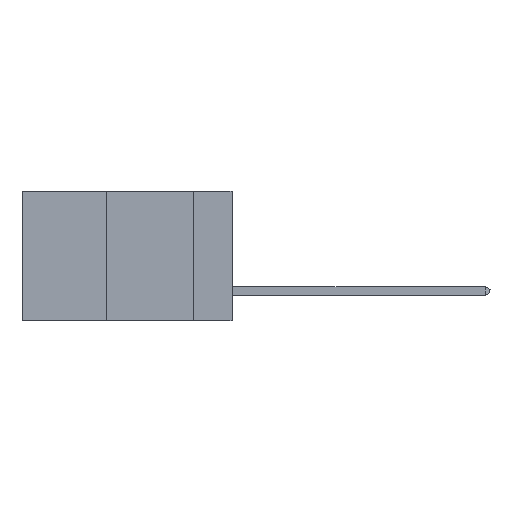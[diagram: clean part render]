
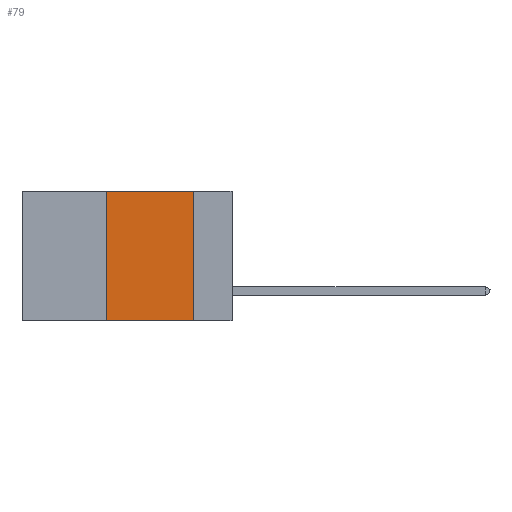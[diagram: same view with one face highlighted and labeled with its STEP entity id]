
A CAD part, left-side view. The second image highlights one B-rep face of the part: STEP entity #79.
In plain terms, the highlighted planar face has unit normal (-1, 0, 0).
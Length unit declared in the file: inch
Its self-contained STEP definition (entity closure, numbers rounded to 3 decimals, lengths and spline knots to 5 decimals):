
#79 = ADVANCED_FACE ( 'NONE', ( #11014 ), #18981, .F. ) ;
#220 = DIRECTION ( 'NONE',  ( 1., 0., 0. ) ) ;
#711 = CARTESIAN_POINT ( 'NONE',  ( 0., 0.6, 0. ) ) ;
#852 = CARTESIAN_POINT ( 'NONE',  ( 0., 0.36, 0. ) ) ;
#1366 = CARTESIAN_POINT ( 'NONE',  ( 0., 0.11, 0. ) ) ;
#3719 = DIRECTION ( 'NONE',  ( 0., 0., -1. ) ) ;
#5976 = EDGE_CURVE ( 'NONE', #30508, #15281, #36457, .T. ) ;
#6417 = LINE ( 'NONE', #11822, #19673 ) ;
#8759 = VERTEX_POINT ( 'NONE', #13417 ) ;
#9628 = CARTESIAN_POINT ( 'NONE',  ( 0., 0.11, 0. ) ) ;
#10024 = VERTEX_POINT ( 'NONE', #19401 ) ;
#10697 = VECTOR ( 'NONE', #3719, 39.37008 ) ;
#11014 = FACE_OUTER_BOUND ( 'NONE', #35712, .T. ) ;
#11322 = EDGE_CURVE ( 'NONE', #10024, #30508, #20328, .T. ) ;
#11822 = CARTESIAN_POINT ( 'NONE',  ( 0., 0.6, -0.37 ) ) ;
#13417 = CARTESIAN_POINT ( 'NONE',  ( 0., 0.11, -0.37 ) ) ;
#15281 = VERTEX_POINT ( 'NONE', #1366 ) ;
#15809 = AXIS2_PLACEMENT_3D ( 'NONE', #30999, #220, #19688 ) ;
#16844 = ORIENTED_EDGE ( 'NONE', *, *, #5976, .F. ) ;
#18779 = ORIENTED_EDGE ( 'NONE', *, *, #26974, .F. ) ;
#18981 = PLANE ( 'NONE',  #15809 ) ;
#19401 = CARTESIAN_POINT ( 'NONE',  ( 0., 0.36, -0.37 ) ) ;
#19673 = VECTOR ( 'NONE', #28525, 39.37008 ) ;
#19688 = DIRECTION ( 'NONE',  ( 0., 0., -1. ) ) ;
#20328 = LINE ( 'NONE', #852, #30025 ) ;
#20635 = VECTOR ( 'NONE', #31710, 39.37008 ) ;
#24599 = EDGE_CURVE ( 'NONE', #10024, #8759, #6417, .T. ) ;
#25355 = ORIENTED_EDGE ( 'NONE', *, *, #24599, .T. ) ;
#26322 = DIRECTION ( 'NONE',  ( 0., 0., 1. ) ) ;
#26515 = LINE ( 'NONE', #9628, #10697 ) ;
#26974 = EDGE_CURVE ( 'NONE', #15281, #8759, #26515, .T. ) ;
#27711 = CARTESIAN_POINT ( 'NONE',  ( 0., 0.36, 0. ) ) ;
#28525 = DIRECTION ( 'NONE',  ( 0., -1., 0. ) ) ;
#30025 = VECTOR ( 'NONE', #26322, 39.37008 ) ;
#30265 = ORIENTED_EDGE ( 'NONE', *, *, #11322, .F. ) ;
#30508 = VERTEX_POINT ( 'NONE', #27711 ) ;
#30999 = CARTESIAN_POINT ( 'NONE',  ( 0., 0.6, 0. ) ) ;
#31710 = DIRECTION ( 'NONE',  ( 0., -1., 0. ) ) ;
#35712 = EDGE_LOOP ( 'NONE', ( #18779, #16844, #30265, #25355 ) ) ;
#36457 = LINE ( 'NONE', #711, #20635 ) ;
